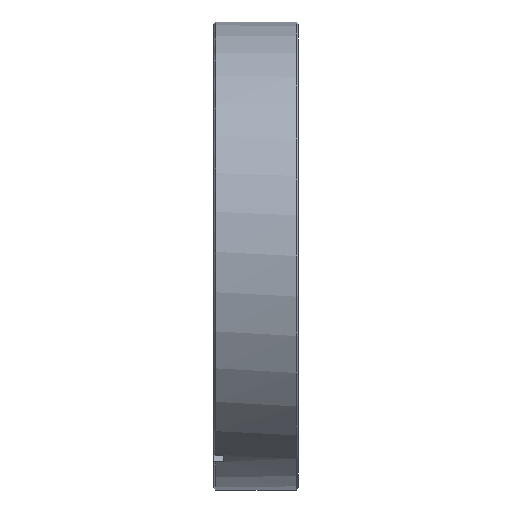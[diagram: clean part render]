
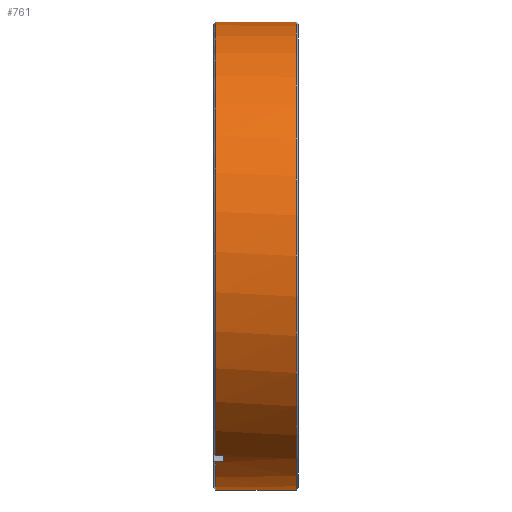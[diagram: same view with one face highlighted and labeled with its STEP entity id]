
A CAD part, left-side view. The second image highlights one B-rep face of the part: STEP entity #761.
In plain terms, the highlighted cylindrical face has radius 35 mm (diameter 70 mm), a partial arc.
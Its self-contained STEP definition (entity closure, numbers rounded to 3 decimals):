
#28 = CARTESIAN_POINT ( 'NONE',  ( 0., 12.4, 0. ) ) ;
#191 = DIRECTION ( 'NONE',  ( 0., 0., 1. ) ) ;
#217 = DIRECTION ( 'NONE',  ( 0., -1., 0. ) ) ;
#263 = VECTOR ( 'NONE', #1373, 1000. ) ;
#278 = EDGE_CURVE ( 'NONE', #919, #1355, #795, .T. ) ;
#308 = EDGE_CURVE ( 'NONE', #2330, #1355, #383, .T. ) ;
#348 = EDGE_CURVE ( 'NONE', #1738, #1049, #1677, .T. ) ;
#377 = EDGE_LOOP ( 'NONE', ( #561, #1069, #619, #2335, #716, #2309, #1222, #1901 ) ) ;
#383 = CIRCLE ( 'NONE', #1477, 35. ) ;
#425 = DIRECTION ( 'NONE',  ( 0., 0., 1. ) ) ;
#436 = LINE ( 'NONE', #2126, #2503 ) ;
#561 = ORIENTED_EDGE ( 'NONE', *, *, #278, .F. ) ;
#619 = ORIENTED_EDGE ( 'NONE', *, *, #872, .T. ) ;
#624 = EDGE_CURVE ( 'NONE', #2359, #1319, #1451, .T. ) ;
#683 = CARTESIAN_POINT ( 'NONE',  ( 0., 31.392, 0. ) ) ;
#693 = CARTESIAN_POINT ( 'NONE',  ( 0., 0.3, -35. ) ) ;
#716 = ORIENTED_EDGE ( 'NONE', *, *, #1714, .F. ) ;
#761 = ADVANCED_FACE ( 'NONE', ( #2485 ), #1762, .T. ) ;
#795 = LINE ( 'NONE', #2588, #263 ) ;
#832 = DIRECTION ( 'NONE',  ( 0., 1., 0. ) ) ;
#872 = EDGE_CURVE ( 'NONE', #1337, #1738, #436, .T. ) ;
#889 = DIRECTION ( 'NONE',  ( 0., 1., 0. ) ) ;
#919 = VERTEX_POINT ( 'NONE', #693 ) ;
#992 = CARTESIAN_POINT ( 'NONE',  ( -18.359, 11.2, -29.799 ) ) ;
#1049 = VERTEX_POINT ( 'NONE', #2348 ) ;
#1069 = ORIENTED_EDGE ( 'NONE', *, *, #1894, .T. ) ;
#1092 = DIRECTION ( 'NONE',  ( 0., 1., 0. ) ) ;
#1207 = CARTESIAN_POINT ( 'NONE',  ( 0., 0.3, 35. ) ) ;
#1222 = ORIENTED_EDGE ( 'NONE', *, *, #1350, .F. ) ;
#1284 = DIRECTION ( 'NONE',  ( 0., 1., 0. ) ) ;
#1319 = VERTEX_POINT ( 'NONE', #992 ) ;
#1337 = VERTEX_POINT ( 'NONE', #1207 ) ;
#1350 = EDGE_CURVE ( 'NONE', #2330, #2359, #2175, .T. ) ;
#1355 = VERTEX_POINT ( 'NONE', #2219 ) ;
#1367 = VECTOR ( 'NONE', #1557, 1000. ) ;
#1373 = DIRECTION ( 'NONE',  ( 0., 1., 0. ) ) ;
#1415 = CARTESIAN_POINT ( 'NONE',  ( -16.627, 31.392, -30.799 ) ) ;
#1451 = CIRCLE ( 'NONE', #2438, 35. ) ;
#1477 = AXIS2_PLACEMENT_3D ( 'NONE', #1734, #1601, #191 ) ;
#1557 = DIRECTION ( 'NONE',  ( 0., 1., 0. ) ) ;
#1594 = VECTOR ( 'NONE', #217, 1000. ) ;
#1601 = DIRECTION ( 'NONE',  ( 0., -1., 0. ) ) ;
#1677 = CIRCLE ( 'NONE', #2024, 35. ) ;
#1714 = EDGE_CURVE ( 'NONE', #1319, #1049, #2443, .T. ) ;
#1734 = CARTESIAN_POINT ( 'NONE',  ( 0., 12.4, 0. ) ) ;
#1738 = VERTEX_POINT ( 'NONE', #1759 ) ;
#1759 = CARTESIAN_POINT ( 'NONE',  ( 0., 12.4, 35. ) ) ;
#1762 = CYLINDRICAL_SURFACE ( 'NONE', #2525, 35. ) ;
#1818 = CARTESIAN_POINT ( 'NONE',  ( -16.627, 12.4, -30.799 ) ) ;
#1894 = EDGE_CURVE ( 'NONE', #919, #1337, #1943, .T. ) ;
#1901 = ORIENTED_EDGE ( 'NONE', *, *, #308, .T. ) ;
#1943 = CIRCLE ( 'NONE', #2459, 35. ) ;
#2024 = AXIS2_PLACEMENT_3D ( 'NONE', #28, #2039, #425 ) ;
#2039 = DIRECTION ( 'NONE',  ( 0., -1., 0. ) ) ;
#2040 = CARTESIAN_POINT ( 'NONE',  ( 0., 0.3, 0. ) ) ;
#2092 = DIRECTION ( 'NONE',  ( 0., 0., 1. ) ) ;
#2126 = CARTESIAN_POINT ( 'NONE',  ( 0., 31.392, 35. ) ) ;
#2175 = LINE ( 'NONE', #1415, #1594 ) ;
#2219 = CARTESIAN_POINT ( 'NONE',  ( 0., 12.4, -35. ) ) ;
#2224 = DIRECTION ( 'NONE',  ( 0., 0., -1. ) ) ;
#2309 = ORIENTED_EDGE ( 'NONE', *, *, #624, .F. ) ;
#2330 = VERTEX_POINT ( 'NONE', #1818 ) ;
#2335 = ORIENTED_EDGE ( 'NONE', *, *, #348, .T. ) ;
#2348 = CARTESIAN_POINT ( 'NONE',  ( -18.359, 12.4, -29.799 ) ) ;
#2352 = CARTESIAN_POINT ( 'NONE',  ( -18.359, 31.392, -29.799 ) ) ;
#2359 = VERTEX_POINT ( 'NONE', #2418 ) ;
#2418 = CARTESIAN_POINT ( 'NONE',  ( -16.627, 11.2, -30.799 ) ) ;
#2419 = DIRECTION ( 'NONE',  ( 0., 0., -1. ) ) ;
#2438 = AXIS2_PLACEMENT_3D ( 'NONE', #2490, #1092, #2419 ) ;
#2443 = LINE ( 'NONE', #2352, #1367 ) ;
#2459 = AXIS2_PLACEMENT_3D ( 'NONE', #2040, #832, #2224 ) ;
#2485 = FACE_OUTER_BOUND ( 'NONE', #377, .T. ) ;
#2490 = CARTESIAN_POINT ( 'NONE',  ( 0., 11.2, 0. ) ) ;
#2503 = VECTOR ( 'NONE', #889, 1000. ) ;
#2525 = AXIS2_PLACEMENT_3D ( 'NONE', #683, #1284, #2092 ) ;
#2588 = CARTESIAN_POINT ( 'NONE',  ( 0., 31.392, -35. ) ) ;
